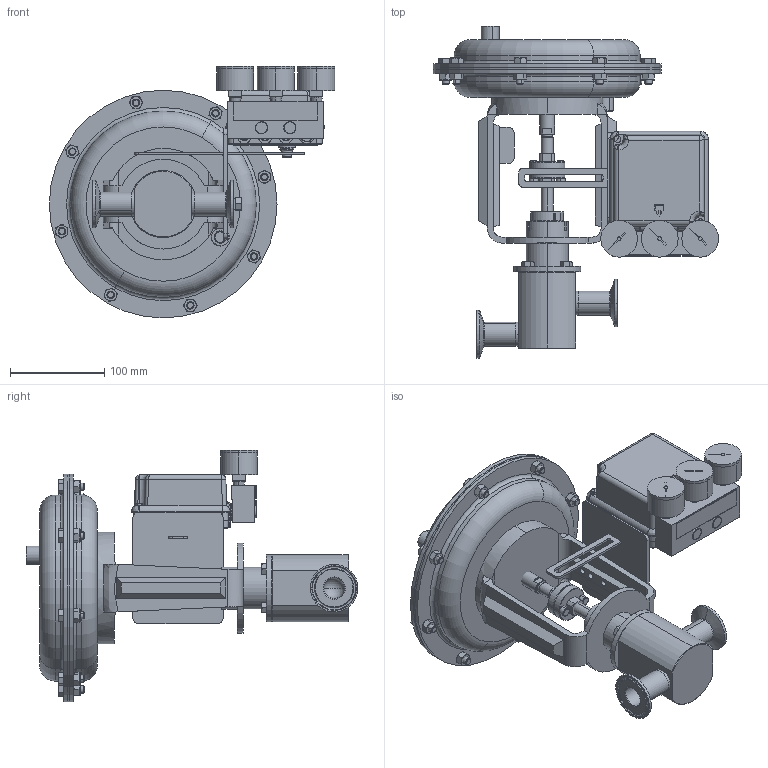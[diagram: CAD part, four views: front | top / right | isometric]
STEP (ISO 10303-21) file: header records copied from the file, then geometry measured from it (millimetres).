
FILE_DESCRIPTION (( 'STEP AP203' ), '1' );
FILE_NAME ('978ENSP-100-JD-35M-16PP.STEP', '2017-06-12T20:08:13', ( '' ), ( '' ), 'SwSTEP 2.0', 'SolidWorks 2014', '' );
FILE_SCHEMA (( 'CONFIG_CONTROL_DESIGN' ));
Products named in the file (2): 978ENSP-100-JD-35M-16PP
Bounding box: 302.44 x 351.76 x 266.92 mm (x, y, z)
Volume: 4048656.8 mm3; surface area: 709722.7 mm2
Topology: 91 solids, 91 shells, 2586 faces, 6170 edges, 3795 vertices
Faces by surface type: plane 894, cone 684, cylinder 667, bspline 301, torus 38, sphere 2
Entity records: 93238 total; most frequent: CARTESIAN_POINT 35863, ORIENTED_EDGE 12236, DIRECTION 11483, EDGE_CURVE 6118, AXIS2_PLACEMENT_3D 4512, VERTEX_POINT 3794, EDGE_LOOP 2766, FACE_OUTER_BOUND 2586
